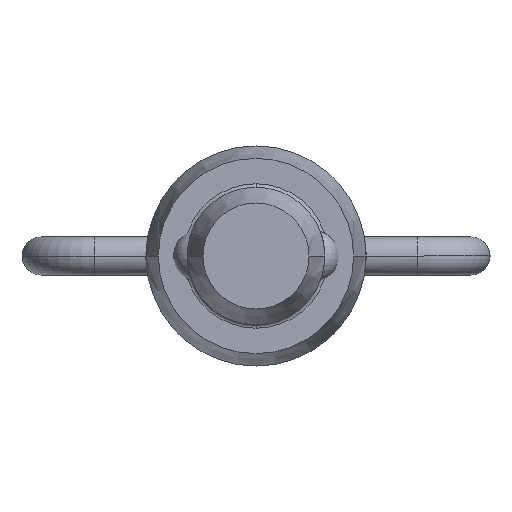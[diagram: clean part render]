
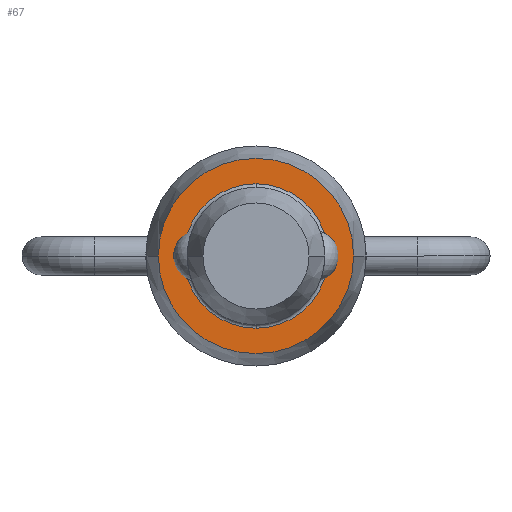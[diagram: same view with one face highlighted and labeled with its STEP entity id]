
A CAD part, front view. The second image highlights one B-rep face of the part: STEP entity #67.
In plain terms, the highlighted planar face has unit normal (0, -1, 0).
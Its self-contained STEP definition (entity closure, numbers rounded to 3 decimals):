
#67=ADVANCED_FACE('',(#167,#168),#169,.T.);
#167=FACE_OUTER_BOUND('',#300,.T.);
#168=FACE_BOUND('',#301,.T.);
#169=PLANE('',#302);
#300=EDGE_LOOP('',(#432,#433));
#301=EDGE_LOOP('',(#434,#435,#436));
#302=AXIS2_PLACEMENT_3D('',#437,#438,#439);
#432=ORIENTED_EDGE('',*,*,#795,.T.);
#433=ORIENTED_EDGE('',*,*,#796,.T.);
#434=ORIENTED_EDGE('',*,*,#797,.T.);
#435=ORIENTED_EDGE('',*,*,#798,.T.);
#436=ORIENTED_EDGE('',*,*,#799,.T.);
#437=CARTESIAN_POINT('',(-5.259,0.0,0.0));
#438=DIRECTION('',(0.,-1.0,0.0));
#439=DIRECTION('',(1.0,0.,0.0));
#795=EDGE_CURVE('',#941,#942,#943,.T.);
#796=EDGE_CURVE('',#942,#941,#944,.T.);
#797=EDGE_CURVE('',#945,#946,#947,.T.);
#798=EDGE_CURVE('',#946,#948,#949,.T.);
#799=EDGE_CURVE('',#948,#945,#950,.T.);
#941=VERTEX_POINT('',#1148);
#942=VERTEX_POINT('',#1149);
#943=CIRCLE('',#1150,5.632);
#944=CIRCLE('',#1151,5.632);
#945=VERTEX_POINT('',#1152);
#946=VERTEX_POINT('',#1153);
#947=CIRCLE('',#1154,4.169);
#948=VERTEX_POINT('',#1155);
#949=CIRCLE('',#1156,4.169);
#950=CIRCLE('',#1157,4.169);
#1148=CARTESIAN_POINT('',(-5.632,0.0,0.0));
#1149=CARTESIAN_POINT('',(5.632,0.,0.));
#1150=AXIS2_PLACEMENT_3D('',#1549,#1550,#1551);
#1151=AXIS2_PLACEMENT_3D('',#1552,#1553,#1554);
#1152=CARTESIAN_POINT('',(-4.169,0.0,0.0));
#1153=CARTESIAN_POINT('',(0.,0.,4.169));
#1154=AXIS2_PLACEMENT_3D('',#1555,#1556,#1557);
#1155=CARTESIAN_POINT('',(0.,0.,-4.169));
#1156=AXIS2_PLACEMENT_3D('',#1558,#1559,#1560);
#1157=AXIS2_PLACEMENT_3D('',#1561,#1562,#1563);
#1549=CARTESIAN_POINT('',(0.,0.0,0.));
#1550=DIRECTION('',(0.,-1.0,0.0));
#1551=DIRECTION('',(-1.0,0.,0.0));
#1552=CARTESIAN_POINT('',(0.,0.0,0.));
#1553=DIRECTION('',(0.,-1.0,0.0));
#1554=DIRECTION('',(-1.0,0.,0.0));
#1555=CARTESIAN_POINT('',(0.,0.0,0.0));
#1556=DIRECTION('',(0.,1.0,0.0));
#1557=DIRECTION('',(-1.0,0.,0.0));
#1558=CARTESIAN_POINT('',(0.,0.0,0.0));
#1559=DIRECTION('',(0.,1.0,0.0));
#1560=DIRECTION('',(-1.0,0.,0.0));
#1561=CARTESIAN_POINT('',(0.,0.0,0.0));
#1562=DIRECTION('',(0.,1.0,0.0));
#1563=DIRECTION('',(-1.0,0.,0.0));
